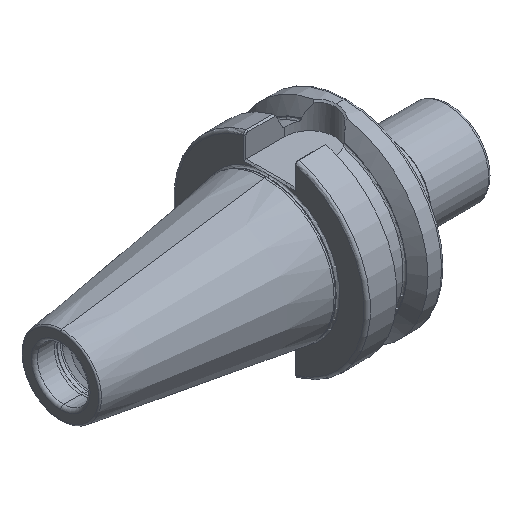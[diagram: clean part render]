
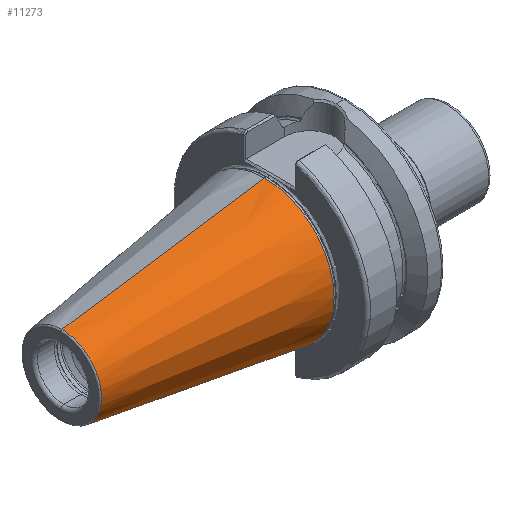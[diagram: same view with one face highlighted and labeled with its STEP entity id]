
A CAD part, isometric view. The second image highlights one B-rep face of the part: STEP entity #11273.
In plain terms, the highlighted conical face has half-angle 8.297 degrees and reference radius 22.298 mm.
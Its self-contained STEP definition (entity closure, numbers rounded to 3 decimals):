
#685 = CIRCLE ( 'NONE', #11026, 22.298 ) ;
#757 = CIRCLE ( 'NONE', #11031, 12.75 ) ;
#2693 = CARTESIAN_POINT ( 'NONE',  ( -1.5, 0., 0. ) ) ;
#2702 = DIRECTION ( 'NONE',  ( 0., 0., -1. ) ) ;
#2716 = DIRECTION ( 'NONE',  ( 1., 0., 0. ) ) ;
#3971 = DIRECTION ( 'NONE',  ( 0., 0., -1. ) ) ;
#4008 = DIRECTION ( 'NONE',  ( 1., 0., 0. ) ) ;
#4015 = CARTESIAN_POINT ( 'NONE',  ( -1.5, 0., 0. ) ) ;
#6927 = CARTESIAN_POINT ( 'NONE',  ( -1.5, 0., -22.298 ) ) ;
#6944 = CARTESIAN_POINT ( 'NONE',  ( -66.972, 0., 12.75 ) ) ;
#6973 = CARTESIAN_POINT ( 'NONE',  ( -66.972, 0., -12.75 ) ) ;
#6974 = CARTESIAN_POINT ( 'NONE',  ( -1.5, 0., 22.298 ) ) ;
#7108 = EDGE_CURVE ( 'NONE', #7400, #7356, #17365, .T. ) ;
#7124 = EDGE_CURVE ( 'NONE', #7297, #7401, #15161, .T. ) ;
#7297 = VERTEX_POINT ( 'NONE', #6944 ) ;
#7356 = VERTEX_POINT ( 'NONE', #6927 ) ;
#7400 = VERTEX_POINT ( 'NONE', #6973 ) ;
#7401 = VERTEX_POINT ( 'NONE', #6974 ) ;
#7610 = CARTESIAN_POINT ( 'NONE',  ( -1.5, 0., -22.298 ) ) ;
#7613 = DIRECTION ( 'NONE',  ( 0.99, 0., -0.144 ) ) ;
#7746 = CARTESIAN_POINT ( 'NONE',  ( -1.5, 0., 22.298 ) ) ;
#7779 = DIRECTION ( 'NONE',  ( 0.99, 0., 0.144 ) ) ;
#11026 = AXIS2_PLACEMENT_3D ( 'NONE', #2693, #2716, #2702 ) ;
#11031 = AXIS2_PLACEMENT_3D ( 'NONE', #16699, #16711, #16718 ) ;
#11273 = ADVANCED_FACE ( 'NONE', ( #15025 ), #15030, .T. ) ;
#13141 = ORIENTED_EDGE ( 'NONE', *, *, #7108, .T. ) ;
#13150 = ORIENTED_EDGE ( 'NONE', *, *, #15628, .F. ) ;
#13152 = ORIENTED_EDGE ( 'NONE', *, *, #7124, .F. ) ;
#13169 = ORIENTED_EDGE ( 'NONE', *, *, #15708, .T. ) ;
#15025 = FACE_OUTER_BOUND ( 'NONE', #17202, .T. ) ;
#15030 = CONICAL_SURFACE ( 'NONE', #15470, 22.298, 0.145 ) ;
#15161 = LINE ( 'NONE', #7746, #15178 ) ;
#15178 = VECTOR ( 'NONE', #7779, 1000. ) ;
#15470 = AXIS2_PLACEMENT_3D ( 'NONE', #4015, #4008, #3971 ) ;
#15628 = EDGE_CURVE ( 'NONE', #7401, #7356, #685, .T. ) ;
#15708 = EDGE_CURVE ( 'NONE', #7297, #7400, #757, .T. ) ;
#16699 = CARTESIAN_POINT ( 'NONE',  ( -66.972, 0., 0. ) ) ;
#16711 = DIRECTION ( 'NONE',  ( 1., 0., 0. ) ) ;
#16718 = DIRECTION ( 'NONE',  ( 0., 0., -1. ) ) ;
#17202 = EDGE_LOOP ( 'NONE', ( #13152, #13169, #13141, #13150 ) ) ;
#17364 = VECTOR ( 'NONE', #7613, 1000. ) ;
#17365 = LINE ( 'NONE', #7610, #17364 ) ;
